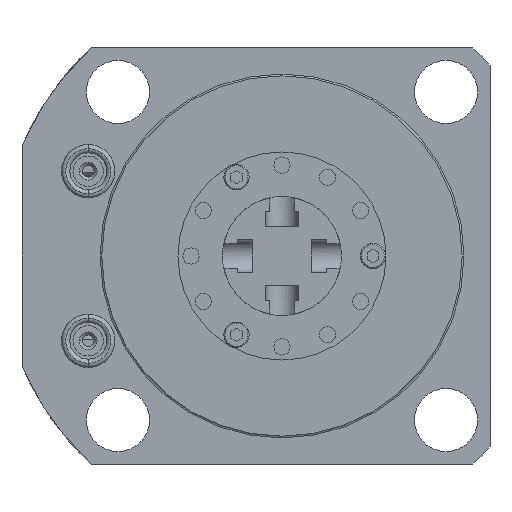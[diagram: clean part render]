
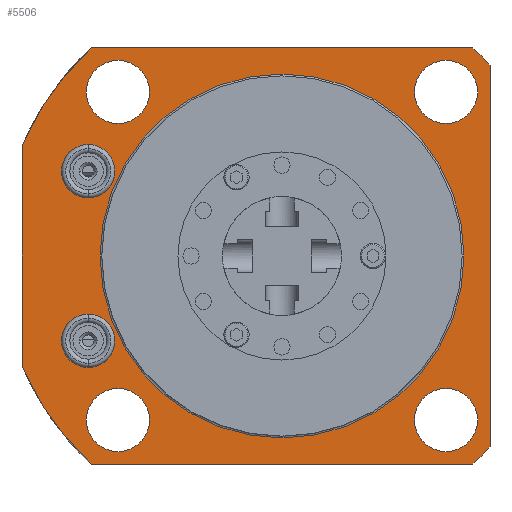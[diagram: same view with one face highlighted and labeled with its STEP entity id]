
A CAD part, front view. The second image highlights one B-rep face of the part: STEP entity #5506.
In plain terms, the highlighted planar face has unit normal (0, -1, 0).
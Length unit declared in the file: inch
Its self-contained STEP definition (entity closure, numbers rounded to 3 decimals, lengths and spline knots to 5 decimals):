
#1053=CARTESIAN_POINT('',(0.,4.125,0.));
#1054=DIRECTION('',(0.,-1.,0.));
#1055=DIRECTION('',(0.,0.,1.));
#1056=AXIS2_PLACEMENT_3D('',#1053,#1054,#1055);
#1077=CARTESIAN_POINT('',(0.,4.125,0.));
#1078=DIRECTION('',(0.,-1.,0.));
#1079=DIRECTION('',(-0.921,0.,-0.39));
#1080=AXIS2_PLACEMENT_3D('',#1077,#1078,#1079);
#1085=CARTESIAN_POINT('',(0.,4.125,0.));
#1086=DIRECTION('',(0.,-1.,0.));
#1087=DIRECTION('',(-0.676,0.,0.737));
#1088=AXIS2_PLACEMENT_3D('',#1085,#1086,#1087);
#1093=CARTESIAN_POINT('',(0.,4.125,0.));
#1094=DIRECTION('',(0.,-1.,0.));
#1095=DIRECTION('',(0.737,0.,0.676));
#1096=AXIS2_PLACEMENT_3D('',#1093,#1094,#1095);
#1101=CARTESIAN_POINT('',(0.,4.125,0.));
#1102=DIRECTION('',(0.,-1.,0.));
#1103=DIRECTION('',(0.676,0.,-0.737));
#1104=AXIS2_PLACEMENT_3D('',#1101,#1102,#1103);
#1109=CARTESIAN_POINT('',(1.38,4.125,-1.38));
#1110=DIRECTION('',(0.,-1.,0.));
#1111=DIRECTION('',(1.,0.,0.));
#1112=AXIS2_PLACEMENT_3D('',#1109,#1110,#1111);
#1117=CARTESIAN_POINT('',(1.38,4.125,-1.38));
#1118=DIRECTION('',(0.,-1.,0.));
#1119=DIRECTION('',(-1.,0.,0.));
#1120=AXIS2_PLACEMENT_3D('',#1117,#1118,#1119);
#1125=CARTESIAN_POINT('',(1.38,4.125,1.38));
#1126=DIRECTION('',(0.,-1.,0.));
#1127=DIRECTION('',(1.,0.,0.));
#1128=AXIS2_PLACEMENT_3D('',#1125,#1126,#1127);
#1133=CARTESIAN_POINT('',(1.38,4.125,1.38));
#1134=DIRECTION('',(0.,-1.,0.));
#1135=DIRECTION('',(-1.,0.,0.));
#1136=AXIS2_PLACEMENT_3D('',#1133,#1134,#1135);
#1141=CARTESIAN_POINT('',(-1.38,4.125,-1.38));
#1142=DIRECTION('',(0.,-1.,0.));
#1143=DIRECTION('',(1.,0.,0.));
#1144=AXIS2_PLACEMENT_3D('',#1141,#1142,#1143);
#1149=CARTESIAN_POINT('',(-1.38,4.125,-1.38));
#1150=DIRECTION('',(0.,-1.,0.));
#1151=DIRECTION('',(-1.,0.,0.));
#1152=AXIS2_PLACEMENT_3D('',#1149,#1150,#1151);
#1157=CARTESIAN_POINT('',(-1.38,4.125,1.38));
#1158=DIRECTION('',(0.,-1.,0.));
#1159=DIRECTION('',(1.,0.,0.));
#1160=AXIS2_PLACEMENT_3D('',#1157,#1158,#1159);
#1165=CARTESIAN_POINT('',(-1.38,4.125,1.38));
#1166=DIRECTION('',(0.,-1.,0.));
#1167=DIRECTION('',(-1.,0.,0.));
#1168=AXIS2_PLACEMENT_3D('',#1165,#1166,#1167);
#1173=CARTESIAN_POINT('',(-1.63,4.125,-0.713));
#1174=DIRECTION('',(0.,1.,0.));
#1175=DIRECTION('',(-1.,0.,0.));
#1176=AXIS2_PLACEMENT_3D('',#1173,#1174,#1175);
#1181=CARTESIAN_POINT('',(-1.63,4.125,-0.713));
#1182=DIRECTION('',(0.,1.,0.));
#1183=DIRECTION('',(1.,0.,0.));
#1184=AXIS2_PLACEMENT_3D('',#1181,#1182,#1183);
#1189=CARTESIAN_POINT('',(-1.63,4.125,0.713));
#1190=DIRECTION('',(0.,1.,0.));
#1191=DIRECTION('',(-1.,0.,0.));
#1192=AXIS2_PLACEMENT_3D('',#1189,#1190,#1191);
#1197=CARTESIAN_POINT('',(-1.63,4.125,0.713));
#1198=DIRECTION('',(0.,1.,0.));
#1199=DIRECTION('',(1.,0.,0.));
#1200=AXIS2_PLACEMENT_3D('',#1197,#1198,#1199);
#1233=DIRECTION('',(-1.,0.,0.));
#1234=VECTOR('',#1233,3.21131);
#1235=CARTESIAN_POINT('',(1.60565,4.125,-1.75));
#1236=LINE('',#1235,#1234);
#1373=DIRECTION('',(1.,0.,0.));
#1374=VECTOR('',#1373,3.21131);
#1375=CARTESIAN_POINT('',(-1.60565,4.125,1.75));
#1376=LINE('',#1375,#1374);
#1553=DIRECTION('',(0.,0.,1.));
#1554=VECTOR('',#1553,1.85219);
#1555=CARTESIAN_POINT('',(-2.187,4.125,-0.9261));
#1556=LINE('',#1555,#1554);
#2495=DIRECTION('',(0.,0.,-1.));
#2496=VECTOR('',#2495,3.21131);
#2497=CARTESIAN_POINT('',(1.75,4.125,1.60565));
#2498=LINE('',#2497,#2496);
#3216=CARTESIAN_POINT('',(0.,4.125,0.));
#3217=DIRECTION('',(0.,-1.,0.));
#3218=DIRECTION('',(0.,0.,-1.));
#3219=AXIS2_PLACEMENT_3D('',#3216,#3217,#3218);
#4199=CARTESIAN_POINT('',(1.60565,4.125,-1.75));
#4200=CARTESIAN_POINT('',(-1.60565,4.125,-1.75));
#4201=VERTEX_POINT('',#4199);
#4202=VERTEX_POINT('',#4200);
#4203=CARTESIAN_POINT('',(-2.187,4.125,-0.9261));
#4204=CARTESIAN_POINT('',(-2.187,4.125,0.9261));
#4205=VERTEX_POINT('',#4203);
#4206=VERTEX_POINT('',#4204);
#4207=CARTESIAN_POINT('',(-1.60565,4.125,1.75));
#4208=CARTESIAN_POINT('',(1.60565,4.125,1.75));
#4209=VERTEX_POINT('',#4207);
#4210=VERTEX_POINT('',#4208);
#4211=CARTESIAN_POINT('',(1.75,4.125,1.60565));
#4212=CARTESIAN_POINT('',(1.75,4.125,-1.60565));
#4213=VERTEX_POINT('',#4211);
#4214=VERTEX_POINT('',#4212);
#4215=CARTESIAN_POINT('',(1.6455,4.125,-1.38));
#4216=CARTESIAN_POINT('',(1.1145,4.125,-1.38));
#4217=VERTEX_POINT('',#4215);
#4218=VERTEX_POINT('',#4216);
#4223=CARTESIAN_POINT('',(-1.8545,4.125,-0.713));
#4224=CARTESIAN_POINT('',(-1.4055,4.125,-0.713));
#4225=VERTEX_POINT('',#4223);
#4226=VERTEX_POINT('',#4224);
#4247=CARTESIAN_POINT('',(0.,4.125,-1.5305));
#4248=CARTESIAN_POINT('',(0.,4.125,1.5305));
#4249=VERTEX_POINT('',#4247);
#4250=VERTEX_POINT('',#4248);
#4285=CARTESIAN_POINT('',(1.6455,4.125,1.38));
#4286=CARTESIAN_POINT('',(1.1145,4.125,1.38));
#4287=VERTEX_POINT('',#4285);
#4288=VERTEX_POINT('',#4286);
#4289=CARTESIAN_POINT('',(-1.1145,4.125,-1.38));
#4290=CARTESIAN_POINT('',(-1.6455,4.125,-1.38));
#4291=VERTEX_POINT('',#4289);
#4292=VERTEX_POINT('',#4290);
#4293=CARTESIAN_POINT('',(-1.1145,4.125,1.38));
#4294=CARTESIAN_POINT('',(-1.6455,4.125,1.38));
#4295=VERTEX_POINT('',#4293);
#4296=VERTEX_POINT('',#4294);
#4373=CARTESIAN_POINT('',(-1.8545,4.125,0.713));
#4374=CARTESIAN_POINT('',(-1.4055,4.125,0.713));
#4375=VERTEX_POINT('',#4373);
#4376=VERTEX_POINT('',#4374);
#5442=CARTESIAN_POINT('',(0.,4.125,0.));
#5443=DIRECTION('',(0.,-1.,0.));
#5444=DIRECTION('',(0.,0.,1.));
#5445=AXIS2_PLACEMENT_3D('',#5442,#5443,#5444);
#5446=PLANE('',#5445);
#5448=ORIENTED_EDGE('',*,*,#5447,.T.);
#5450=ORIENTED_EDGE('',*,*,#5449,.F.);
#5452=ORIENTED_EDGE('',*,*,#5451,.T.);
#5454=ORIENTED_EDGE('',*,*,#5453,.F.);
#5456=ORIENTED_EDGE('',*,*,#5455,.T.);
#5458=ORIENTED_EDGE('',*,*,#5457,.F.);
#5460=ORIENTED_EDGE('',*,*,#5459,.T.);
#5462=ORIENTED_EDGE('',*,*,#5461,.F.);
#5463=EDGE_LOOP('',(#5448,#5450,#5452,#5454,#5456,#5458,#5460,#5462));
#5464=FACE_OUTER_BOUND('',#5463,.F.);
#5466=ORIENTED_EDGE('',*,*,#5465,.T.);
#5467=ORIENTED_EDGE('',*,*,#5432,.T.);
#5468=EDGE_LOOP('',(#5466,#5467));
#5469=FACE_BOUND('',#5468,.F.);
#5471=ORIENTED_EDGE('',*,*,#5470,.T.);
#5473=ORIENTED_EDGE('',*,*,#5472,.T.);
#5474=EDGE_LOOP('',(#5471,#5473));
#5475=FACE_BOUND('',#5474,.F.);
#5477=ORIENTED_EDGE('',*,*,#5476,.T.);
#5479=ORIENTED_EDGE('',*,*,#5478,.T.);
#5480=EDGE_LOOP('',(#5477,#5479));
#5481=FACE_BOUND('',#5480,.F.);
#5483=ORIENTED_EDGE('',*,*,#5482,.T.);
#5485=ORIENTED_EDGE('',*,*,#5484,.T.);
#5486=EDGE_LOOP('',(#5483,#5485));
#5487=FACE_BOUND('',#5486,.F.);
#5489=ORIENTED_EDGE('',*,*,#5488,.T.);
#5491=ORIENTED_EDGE('',*,*,#5490,.T.);
#5492=EDGE_LOOP('',(#5489,#5491));
#5493=FACE_BOUND('',#5492,.F.);
#5495=ORIENTED_EDGE('',*,*,#5494,.F.);
#5497=ORIENTED_EDGE('',*,*,#5496,.F.);
#5498=EDGE_LOOP('',(#5495,#5497));
#5499=FACE_BOUND('',#5498,.F.);
#5501=ORIENTED_EDGE('',*,*,#5500,.F.);
#5503=ORIENTED_EDGE('',*,*,#5502,.F.);
#5504=EDGE_LOOP('',(#5501,#5503));
#5505=FACE_BOUND('',#5504,.F.);
#1057=CIRCLE('',#1056,1.5305);
#1081=CIRCLE('',#1080,2.375);
#1089=CIRCLE('',#1088,2.375);
#1097=CIRCLE('',#1096,2.375);
#1105=CIRCLE('',#1104,2.375);
#1113=CIRCLE('',#1112,0.2655);
#1121=CIRCLE('',#1120,0.2655);
#1129=CIRCLE('',#1128,0.2655);
#1137=CIRCLE('',#1136,0.2655);
#1145=CIRCLE('',#1144,0.2655);
#1153=CIRCLE('',#1152,0.2655);
#1161=CIRCLE('',#1160,0.2655);
#1169=CIRCLE('',#1168,0.2655);
#1177=CIRCLE('',#1176,0.2245);
#1185=CIRCLE('',#1184,0.2245);
#1193=CIRCLE('',#1192,0.2245);
#1201=CIRCLE('',#1200,0.2245);
#3220=CIRCLE('',#3219,1.5305);
#5432=EDGE_CURVE('',#4250,#4249,#1057,.T.);
#5447=EDGE_CURVE('',#4201,#4202,#1236,.T.);
#5449=EDGE_CURVE('',#4205,#4202,#1081,.T.);
#5451=EDGE_CURVE('',#4205,#4206,#1556,.T.);
#5453=EDGE_CURVE('',#4209,#4206,#1089,.T.);
#5455=EDGE_CURVE('',#4209,#4210,#1376,.T.);
#5457=EDGE_CURVE('',#4213,#4210,#1097,.T.);
#5459=EDGE_CURVE('',#4213,#4214,#2498,.T.);
#5461=EDGE_CURVE('',#4201,#4214,#1105,.T.);
#5465=EDGE_CURVE('',#4249,#4250,#3220,.T.);
#5470=EDGE_CURVE('',#4217,#4218,#1113,.T.);
#5472=EDGE_CURVE('',#4218,#4217,#1121,.T.);
#5476=EDGE_CURVE('',#4287,#4288,#1129,.T.);
#5478=EDGE_CURVE('',#4288,#4287,#1137,.T.);
#5482=EDGE_CURVE('',#4291,#4292,#1145,.T.);
#5484=EDGE_CURVE('',#4292,#4291,#1153,.T.);
#5488=EDGE_CURVE('',#4295,#4296,#1161,.T.);
#5490=EDGE_CURVE('',#4296,#4295,#1169,.T.);
#5494=EDGE_CURVE('',#4225,#4226,#1177,.T.);
#5496=EDGE_CURVE('',#4226,#4225,#1185,.T.);
#5500=EDGE_CURVE('',#4375,#4376,#1193,.T.);
#5502=EDGE_CURVE('',#4376,#4375,#1201,.T.);
#5506=ADVANCED_FACE('',(#5464,#5469,#5475,#5481,#5487,#5493,#5499,#5505),#5446,
.T.);
